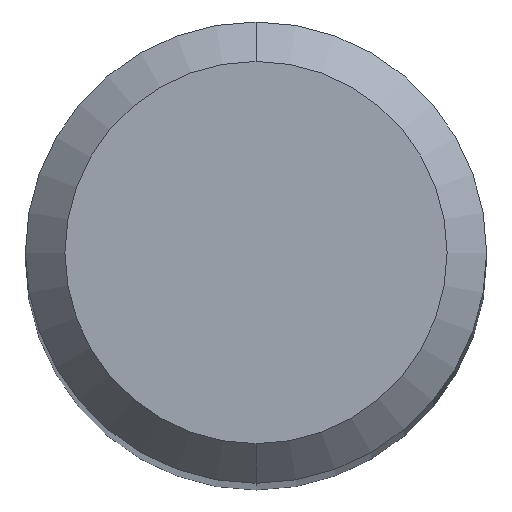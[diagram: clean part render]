
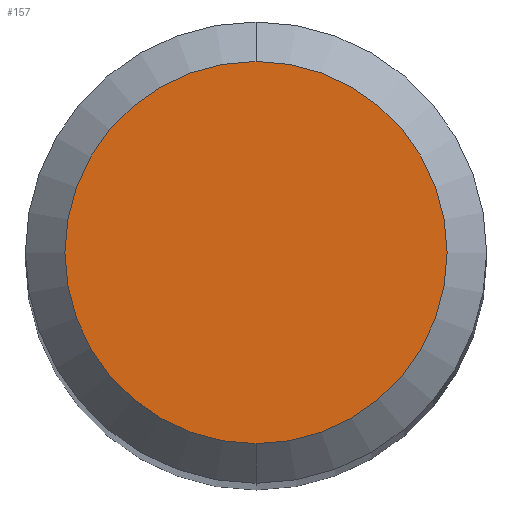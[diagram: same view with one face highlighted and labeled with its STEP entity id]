
A CAD part, top view. The second image highlights one B-rep face of the part: STEP entity #157.
In plain terms, the highlighted planar face has unit normal (0, 0, 1).
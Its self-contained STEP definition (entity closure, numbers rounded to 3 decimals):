
#157=ADVANCED_FACE('',(#376),#377,.T.);
#163=EDGE_CURVE('',#271,#269,#385,.T.);
#261=EDGE_CURVE('',#269,#271,#492,.T.);
#269=VERTEX_POINT('',#501);
#271=VERTEX_POINT('',#503);
#376=FACE_OUTER_BOUND('',#615,.T.);
#377=PLANE('',#616);
#385=CIRCLE('',#626,1.45);
#492=CIRCLE('',#768,1.45);
#501=CARTESIAN_POINT('',(0.0,1.45,0.0));
#503=CARTESIAN_POINT('',(0.,-1.45,0.0));
#615=EDGE_LOOP('',(#901,#902));
#616=AXIS2_PLACEMENT_3D('',#903,#904,#905);
#626=AXIS2_PLACEMENT_3D('',#917,#918,#919);
#768=AXIS2_PLACEMENT_3D('',#1040,#1041,#1042);
#901=ORIENTED_EDGE('',*,*,#261,.F.);
#902=ORIENTED_EDGE('',*,*,#163,.F.);
#903=CARTESIAN_POINT('',(0.0,0.725,0.0));
#904=DIRECTION('',(-0.0,0.0,1.0));
#905=DIRECTION('',(0.0,-1.0,0.0));
#917=CARTESIAN_POINT('',(0.0,0.0,0.0));
#918=DIRECTION('',(0.0,0.0,-1.0));
#919=DIRECTION('',(0.0,1.0,0.0));
#1040=CARTESIAN_POINT('',(0.0,0.0,0.0));
#1041=DIRECTION('',(0.0,0.0,-1.0));
#1042=DIRECTION('',(0.0,1.0,0.0));
